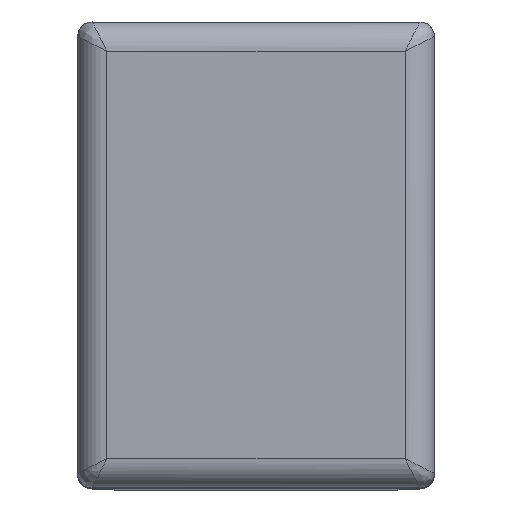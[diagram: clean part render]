
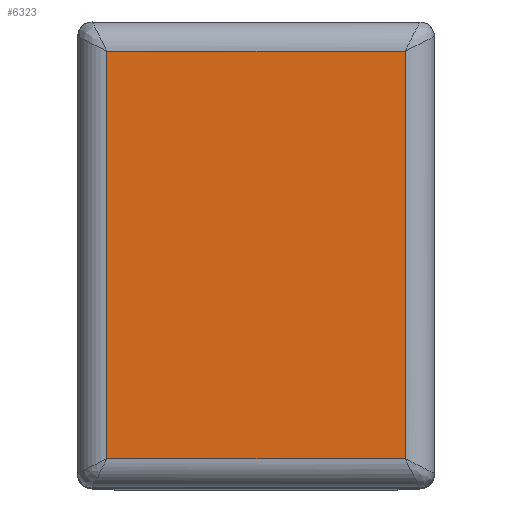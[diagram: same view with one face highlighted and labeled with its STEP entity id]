
A CAD part, top view. The second image highlights one B-rep face of the part: STEP entity #6323.
In plain terms, the highlighted planar face has unit normal (0, 0, 1).
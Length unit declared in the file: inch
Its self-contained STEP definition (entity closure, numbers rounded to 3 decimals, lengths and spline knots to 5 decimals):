
#401=CARTESIAN_POINT('',(-0.12008,0.15354,
1.11024));
#427=DIRECTION('',(-1.,0.,0.));
#428=VECTOR('',#427,0.16142);
#429=CARTESIAN_POINT('',(0.04134,0.15354,1.11024));
#430=LINE('',#429,#428);
#1719=CARTESIAN_POINT('',(-0.12008,-0.06693,
1.11024));
#1721=DIRECTION('',(1.,0.,0.));
#1722=VECTOR('',#1721,0.16142);
#1723=CARTESIAN_POINT('',(-0.12008,-0.06693,
1.11024));
#1724=LINE('',#1723,#1722);
#1776=DIRECTION('',(0.,1.,0.));
#1777=VECTOR('',#1776,0.22047);
#1778=CARTESIAN_POINT('',(-0.12008,-0.06693,
1.11024));
#1779=LINE('',#1778,#1777);
#1780=DIRECTION('',(0.,-1.,0.));
#1781=VECTOR('',#1780,0.22047);
#1782=CARTESIAN_POINT('',(0.04134,0.15354,
1.11024));
#1783=LINE('',#1782,#1781);
#3732=CARTESIAN_POINT('',(0.04134,0.15354,
1.11024));
#3733=CARTESIAN_POINT('',(0.04134,-0.06693,
1.11024));
#3734=VERTEX_POINT('',#3732);
#3735=VERTEX_POINT('',#3733);
#4124=VERTEX_POINT('',#1719);
#4234=VERTEX_POINT('',#401);
#6312=CARTESIAN_POINT('',(0.04528,-0.10236,
1.11024));
#6313=DIRECTION('',(0.,0.,1.));
#6314=DIRECTION('',(0.,1.,0.));
#6315=AXIS2_PLACEMENT_3D('',#6312,#6313,#6314);
#6316=PLANE('',#6315);
#6317=ORIENTED_EDGE('',*,*,#4760,.T.);
#6318=ORIENTED_EDGE('',*,*,#4830,.F.);
#6319=ORIENTED_EDGE('',*,*,#6293,.T.);
#6320=ORIENTED_EDGE('',*,*,#6198,.F.);
#6321=EDGE_LOOP('',(#6317,#6318,#6319,#6320));
#6322=FACE_OUTER_BOUND('',#6321,.F.);
#6323=ADVANCED_FACE('',(#6322),#6316,.T.);
#4760=EDGE_CURVE('',#4124,#4234,#1779,.T.);
#4830=EDGE_CURVE('',#3734,#4234,#430,.T.);
#6198=EDGE_CURVE('',#4124,#3735,#1724,.T.);
#6293=EDGE_CURVE('',#3734,#3735,#1783,.T.);
